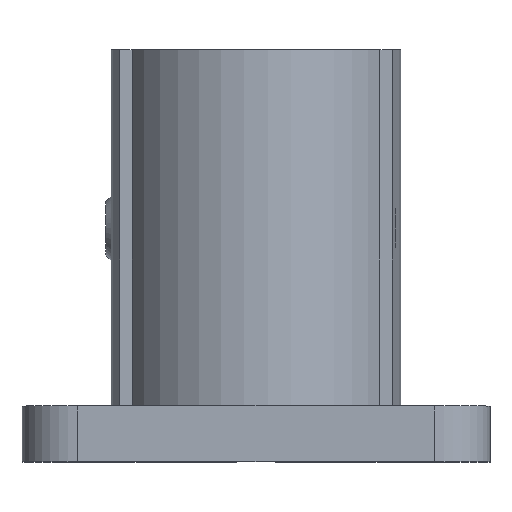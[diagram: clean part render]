
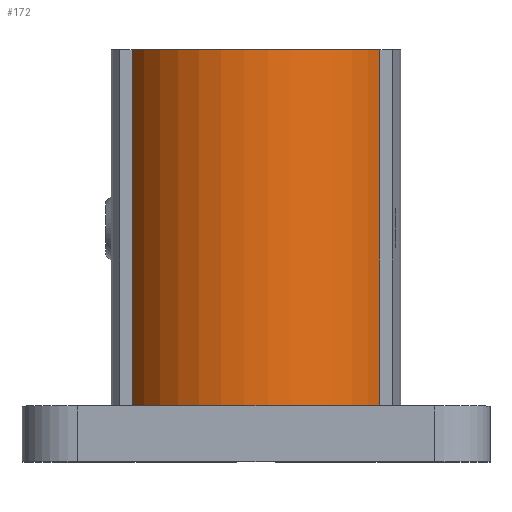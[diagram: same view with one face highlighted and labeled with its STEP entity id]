
A CAD part, top view. The second image highlights one B-rep face of the part: STEP entity #172.
In plain terms, the highlighted cylindrical face has radius 12.5 mm (diameter 25 mm), a partial arc.
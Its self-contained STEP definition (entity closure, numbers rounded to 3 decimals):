
#172 = ADVANCED_FACE( '', ( #415 ), #416, .T. );
#415 = FACE_OUTER_BOUND( '', #747, .T. );
#416 = CYLINDRICAL_SURFACE( '', #748, 12.5 );
#747 = EDGE_LOOP( '', ( #1214, #1215, #1216, #1217 ) );
#748 = AXIS2_PLACEMENT_3D( '', #1218, #1219, #1220 );
#1214 = ORIENTED_EDGE( '', *, *, #2011, .F. );
#1215 = ORIENTED_EDGE( '', *, *, #2012, .F. );
#1216 = ORIENTED_EDGE( '', *, *, #2013, .F. );
#1217 = ORIENTED_EDGE( '', *, *, #2014, .F. );
#1218 = CARTESIAN_POINT( '', ( 0., 37., 0. ) );
#1219 = DIRECTION( '', ( 0., 1., 0. ) );
#1220 = DIRECTION( '', ( 0., 0., -1. ) );
#2011 = EDGE_CURVE( '', #2460, #2461, #2462, .T. );
#2012 = EDGE_CURVE( '', #2463, #2460, #2464, .T. );
#2013 = EDGE_CURVE( '', #2465, #2463, #2466, .F. );
#2014 = EDGE_CURVE( '', #2461, #2465, #2467, .F. );
#2460 = VERTEX_POINT( '', #3075 );
#2461 = VERTEX_POINT( '', #3076 );
#2462 = LINE( '', #3077, #3078 );
#2463 = VERTEX_POINT( '', #3079 );
#2464 = CIRCLE( '', #3080, 12.5 );
#2465 = VERTEX_POINT( '', #3081 );
#2466 = LINE( '', #3082, #3083 );
#2467 = CIRCLE( '', #3084, 12.5 );
#3075 = CARTESIAN_POINT( '', ( 11.125, 37., 5.7 ) );
#3076 = CARTESIAN_POINT( '', ( 11.125, 5., 5.7 ) );
#3077 = CARTESIAN_POINT( '', ( 11.125, 37., 5.7 ) );
#3078 = VECTOR( '', #3642, 1000. );
#3079 = CARTESIAN_POINT( '', ( -11.125, 37., 5.7 ) );
#3080 = AXIS2_PLACEMENT_3D( '', #3643, #3644, #3645 );
#3081 = CARTESIAN_POINT( '', ( -11.125, 5., 5.7 ) );
#3082 = CARTESIAN_POINT( '', ( -11.125, 37., 5.7 ) );
#3083 = VECTOR( '', #3646, 1000. );
#3084 = AXIS2_PLACEMENT_3D( '', #3647, #3648, #3649 );
#3642 = DIRECTION( '', ( 0., -1., 0. ) );
#3643 = CARTESIAN_POINT( '', ( 0., 37., 0. ) );
#3644 = DIRECTION( '', ( 0., 1., 0. ) );
#3645 = DIRECTION( '', ( 1., 0., 0. ) );
#3646 = DIRECTION( '', ( 0., -1., 0. ) );
#3647 = CARTESIAN_POINT( '', ( 0., 5., 0. ) );
#3648 = DIRECTION( '', ( 0., 1., 0. ) );
#3649 = DIRECTION( '', ( 0., 0., 1. ) );
